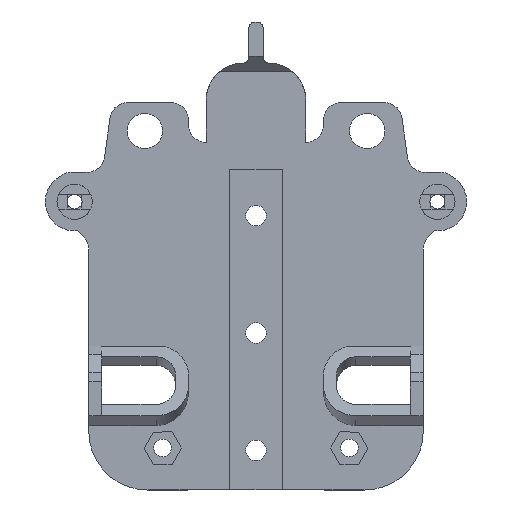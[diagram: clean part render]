
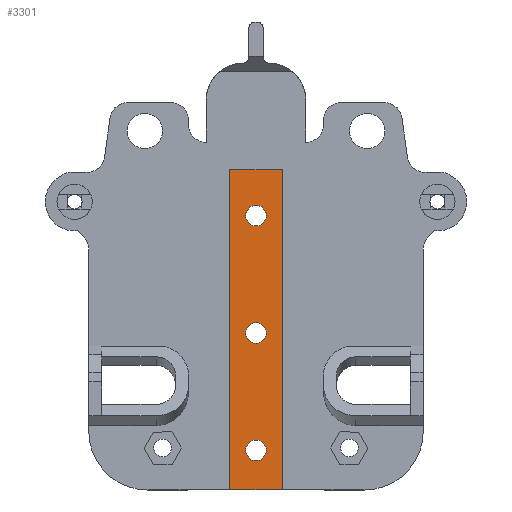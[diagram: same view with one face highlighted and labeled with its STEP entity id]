
A CAD part, front view. The second image highlights one B-rep face of the part: STEP entity #3301.
In plain terms, the highlighted planar face has unit normal (0, -1, 0).
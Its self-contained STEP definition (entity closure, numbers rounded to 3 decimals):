
#83=FACE_BOUND('',#490,.T.);
#84=FACE_BOUND('',#491,.T.);
#85=FACE_BOUND('',#492,.T.);
#166=CIRCLE('',#3545,1.75);
#168=CIRCLE('',#3550,1.75);
#169=CIRCLE('',#3551,1.75);
#315=FACE_OUTER_BOUND('',#489,.T.);
#489=EDGE_LOOP('',(#2524,#2525,#2526,#2527));
#490=EDGE_LOOP('',(#2528));
#491=EDGE_LOOP('',(#2529));
#492=EDGE_LOOP('',(#2530));
#766=LINE('',#5161,#1112);
#792=LINE('',#5252,#1138);
#793=LINE('',#5254,#1139);
#794=LINE('',#5255,#1140);
#1112=VECTOR('',#4064,10.);
#1138=VECTOR('',#4168,10.);
#1139=VECTOR('',#4169,10.);
#1140=VECTOR('',#4170,10.);
#1453=VERTEX_POINT('',#5158);
#1454=VERTEX_POINT('',#5160);
#1476=VERTEX_POINT('',#5238);
#1480=VERTEX_POINT('',#5251);
#1481=VERTEX_POINT('',#5253);
#1482=VERTEX_POINT('',#5256);
#1483=VERTEX_POINT('',#5258);
#1835=EDGE_CURVE('',#1454,#1453,#766,.T.);
#1877=EDGE_CURVE('',#1476,#1476,#166,.T.);
#1882=EDGE_CURVE('',#1453,#1480,#792,.T.);
#1883=EDGE_CURVE('',#1481,#1480,#793,.T.);
#1884=EDGE_CURVE('',#1481,#1454,#794,.T.);
#1885=EDGE_CURVE('',#1482,#1482,#168,.T.);
#1886=EDGE_CURVE('',#1483,#1483,#169,.T.);
#2524=ORIENTED_EDGE('',*,*,#1882,.T.);
#2525=ORIENTED_EDGE('',*,*,#1883,.F.);
#2526=ORIENTED_EDGE('',*,*,#1884,.T.);
#2527=ORIENTED_EDGE('',*,*,#1835,.T.);
#2528=ORIENTED_EDGE('',*,*,#1877,.T.);
#2529=ORIENTED_EDGE('',*,*,#1885,.F.);
#2530=ORIENTED_EDGE('',*,*,#1886,.T.);
#3161=PLANE('',#3549);
#3301=ADVANCED_FACE('',(#315,#83,#84,#85),#3161,.F.);
#3545=AXIS2_PLACEMENT_3D('',#5240,#4155,#4156);
#3549=AXIS2_PLACEMENT_3D('',#5250,#4166,#4167);
#3550=AXIS2_PLACEMENT_3D('',#5257,#4171,#4172);
#3551=AXIS2_PLACEMENT_3D('',#5259,#4173,#4174);
#4064=DIRECTION('',(0.,0.,1.));
#4155=DIRECTION('center_axis',(0.,1.,0.));
#4156=DIRECTION('ref_axis',(-1.,0.,0.));
#4166=DIRECTION('center_axis',(0.,1.,0.));
#4167=DIRECTION('ref_axis',(-1.,0.,0.));
#4168=DIRECTION('',(-1.,0.,0.));
#4169=DIRECTION('',(0.,0.,1.));
#4170=DIRECTION('',(1.,0.,0.));
#4171=DIRECTION('center_axis',(0.,-1.,0.));
#4172=DIRECTION('ref_axis',(1.,0.,0.));
#4173=DIRECTION('center_axis',(0.,1.,0.));
#4174=DIRECTION('ref_axis',(-1.,0.,0.));
#5158=CARTESIAN_POINT('',(39.,-25.8,60.549));
#5160=CARTESIAN_POINT('',(39.,-25.8,6.));
#5161=CARTESIAN_POINT('',(39.,-25.8,56.249));
#5238=CARTESIAN_POINT('',(36.25,-25.8,52.749));
#5240=CARTESIAN_POINT('Origin',(34.5,-25.8,52.749));
#5250=CARTESIAN_POINT('Origin',(34.5,-25.8,42.249));
#5251=CARTESIAN_POINT('',(30.,-25.8,60.549));
#5252=CARTESIAN_POINT('',(28.,-25.8,60.549));
#5253=CARTESIAN_POINT('',(30.,-25.8,6.));
#5254=CARTESIAN_POINT('',(30.,-25.8,56.249));
#5255=CARTESIAN_POINT('',(39.75,-25.8,6.));
#5256=CARTESIAN_POINT('',(36.25,-25.8,12.749));
#5257=CARTESIAN_POINT('Origin',(34.5,-25.8,12.749));
#5258=CARTESIAN_POINT('',(36.25,-25.8,32.749));
#5259=CARTESIAN_POINT('Origin',(34.5,-25.8,32.749));
